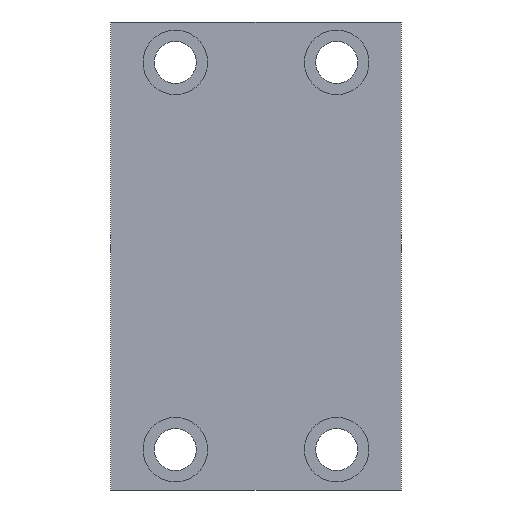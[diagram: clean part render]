
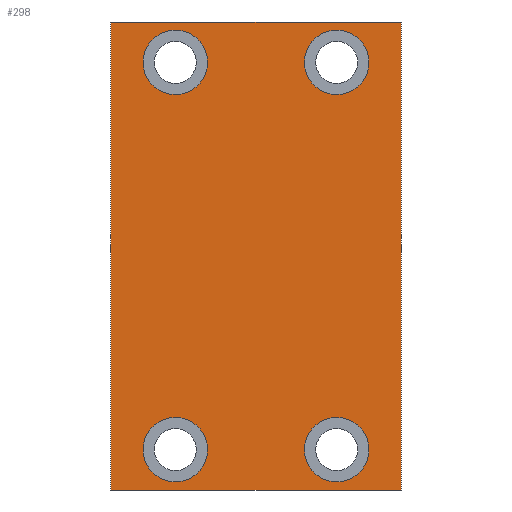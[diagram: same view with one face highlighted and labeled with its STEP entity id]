
A CAD part, front view. The second image highlights one B-rep face of the part: STEP entity #298.
In plain terms, the highlighted planar face has unit normal (0, -1, 0).
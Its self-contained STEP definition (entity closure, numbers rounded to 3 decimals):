
#23=FACE_BOUND('',#81,.T.);
#24=FACE_BOUND('',#82,.T.);
#25=FACE_BOUND('',#83,.T.);
#26=FACE_BOUND('',#84,.T.);
#36=PLANE('',#355);
#54=FACE_OUTER_BOUND('',#80,.T.);
#80=EDGE_LOOP('',(#265,#266,#267,#268));
#81=EDGE_LOOP('',(#269));
#82=EDGE_LOOP('',(#270));
#83=EDGE_LOOP('',(#271));
#84=EDGE_LOOP('',(#272));
#95=LINE('',#506,#115);
#98=LINE('',#512,#118);
#101=LINE('',#518,#121);
#104=LINE('',#522,#124);
#115=VECTOR('',#426,10.);
#118=VECTOR('',#431,10.);
#121=VECTOR('',#436,10.);
#124=VECTOR('',#441,10.);
#125=CIRCLE('',#323,2.);
#128=CIRCLE('',#328,2.);
#131=CIRCLE('',#333,2.);
#134=CIRCLE('',#338,2.);
#141=VERTEX_POINT('',#448);
#144=VERTEX_POINT('',#457);
#147=VERTEX_POINT('',#466);
#150=VERTEX_POINT('',#475);
#159=VERTEX_POINT('',#503);
#160=VERTEX_POINT('',#505);
#162=VERTEX_POINT('',#511);
#164=VERTEX_POINT('',#517);
#165=EDGE_CURVE('',#141,#141,#125,.T.);
#169=EDGE_CURVE('',#144,#144,#128,.T.);
#173=EDGE_CURVE('',#147,#147,#131,.T.);
#177=EDGE_CURVE('',#150,#150,#134,.T.);
#191=EDGE_CURVE('',#160,#159,#95,.T.);
#194=EDGE_CURVE('',#162,#160,#98,.T.);
#197=EDGE_CURVE('',#164,#162,#101,.T.);
#200=EDGE_CURVE('',#159,#164,#104,.T.);
#265=ORIENTED_EDGE('',*,*,#200,.T.);
#266=ORIENTED_EDGE('',*,*,#197,.T.);
#267=ORIENTED_EDGE('',*,*,#194,.T.);
#268=ORIENTED_EDGE('',*,*,#191,.T.);
#269=ORIENTED_EDGE('',*,*,#165,.T.);
#270=ORIENTED_EDGE('',*,*,#169,.T.);
#271=ORIENTED_EDGE('',*,*,#173,.T.);
#272=ORIENTED_EDGE('',*,*,#177,.T.);
#298=ADVANCED_FACE('',(#54,#23,#24,#25,#26),#36,.F.);
#323=AXIS2_PLACEMENT_3D('',#449,#360,#361);
#328=AXIS2_PLACEMENT_3D('',#458,#371,#372);
#333=AXIS2_PLACEMENT_3D('',#467,#382,#383);
#338=AXIS2_PLACEMENT_3D('',#476,#393,#394);
#355=AXIS2_PLACEMENT_3D('',#524,#444,#445);
#360=DIRECTION('center_axis',(0.,1.,0.));
#361=DIRECTION('ref_axis',(1.,0.,0.));
#371=DIRECTION('center_axis',(0.,1.,0.));
#372=DIRECTION('ref_axis',(1.,0.,0.));
#382=DIRECTION('center_axis',(0.,1.,0.));
#383=DIRECTION('ref_axis',(1.,0.,0.));
#393=DIRECTION('center_axis',(0.,1.,0.));
#394=DIRECTION('ref_axis',(1.,0.,0.));
#426=DIRECTION('',(1.,0.,0.));
#431=DIRECTION('',(0.,0.,-1.));
#436=DIRECTION('',(-1.,0.,0.));
#441=DIRECTION('',(0.,0.,1.));
#444=DIRECTION('center_axis',(0.,1.,0.));
#445=DIRECTION('ref_axis',(0.,0.,1.));
#448=CARTESIAN_POINT('',(5.038,-3.5,-33.287));
#449=CARTESIAN_POINT('Origin',(7.038,-3.5,-33.287));
#457=CARTESIAN_POINT('',(-4.962,-3.5,-33.287));
#458=CARTESIAN_POINT('Origin',(-2.962,-3.5,-33.287));
#466=CARTESIAN_POINT('',(-4.962,-3.5,-9.287));
#467=CARTESIAN_POINT('Origin',(-2.962,-3.5,-9.287));
#475=CARTESIAN_POINT('',(5.038,-3.5,-9.287));
#476=CARTESIAN_POINT('Origin',(7.038,-3.5,-9.287));
#503=CARTESIAN_POINT('',(11.038,-3.5,-35.787));
#505=CARTESIAN_POINT('',(-6.962,-3.5,-35.787));
#506=CARTESIAN_POINT('',(11.038,-3.5,-35.787));
#511=CARTESIAN_POINT('',(-6.962,-3.5,-6.787));
#512=CARTESIAN_POINT('',(-6.962,-3.5,-35.787));
#517=CARTESIAN_POINT('',(11.038,-3.5,-6.787));
#518=CARTESIAN_POINT('',(-6.962,-3.5,-6.787));
#522=CARTESIAN_POINT('',(11.038,-3.5,-6.787));
#524=CARTESIAN_POINT('Origin',(2.038,-3.5,-21.287));
